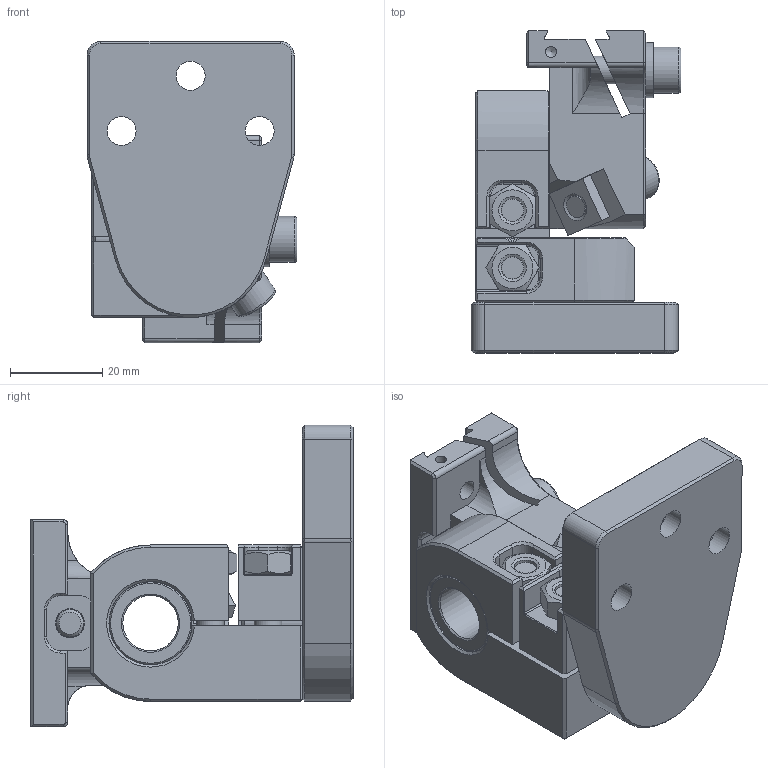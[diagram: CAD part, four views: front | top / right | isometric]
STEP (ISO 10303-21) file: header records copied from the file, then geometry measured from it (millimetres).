
FILE_DESCRIPTION(/* description */ (''),/* implementation_level */ '2;1');
FILE_NAME(/* name */ 'SBAM-C6-A2-AF_3D-CAD.stp',/* time_stamp */ '2021-10-07T13:08:03-04:00',/* author */ ('us0alz'),/* organization */ (''),/* preprocessor_version */ 'ST-DEVELOPER v17',/* originating_system */ 'Autodesk Inventor 2019',/* authorisation */ '');
FILE_SCHEMA (('AUTOMOTIVE_DESIGN { 1 0 10303 214 3 1 1 }'));
Length unit declared in the file: millimetre
Products named in the file (1): SBAM-C6-A2-AF_3D-CAD
Bounding box: 45.6 x 70 x 65.5 mm (x, y, z)
Volume: 69451.2 mm3; surface area: 33357.8 mm2
Topology: 12 solids, 12 shells, 424 faces, 1103 edges, 709 vertices
Faces by surface type: plane 226, cylinder 95, cone 78, torus 17, bspline 8
Full cylindrical faces by diameter (mm): 2.459 x2, 2.8 x2, 4.3 x2, 4.917 x4, 6 x4, 6.1 x2, 6.3 x9, 6.4 x1, 10 x4, 11 x5, 12 x1, 12.05 x1, 18 x2
Entity records: 13349 total; most frequent: CARTESIAN_POINT 2855, ORIENTED_EDGE 2194, DIRECTION 2189, EDGE_CURVE 1097, AXIS2_PLACEMENT_3D 789, VERTEX_POINT 709, LINE 611, VECTOR 611
